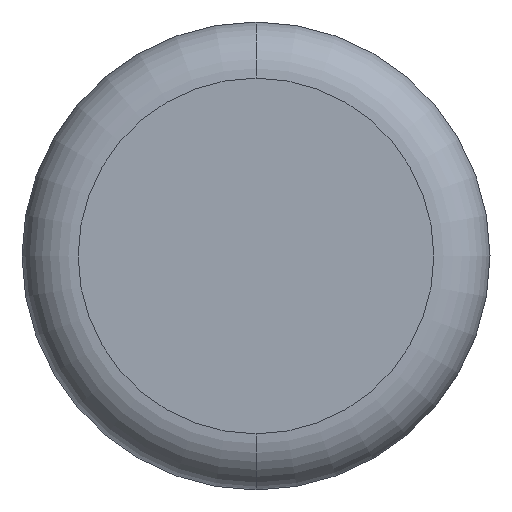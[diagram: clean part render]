
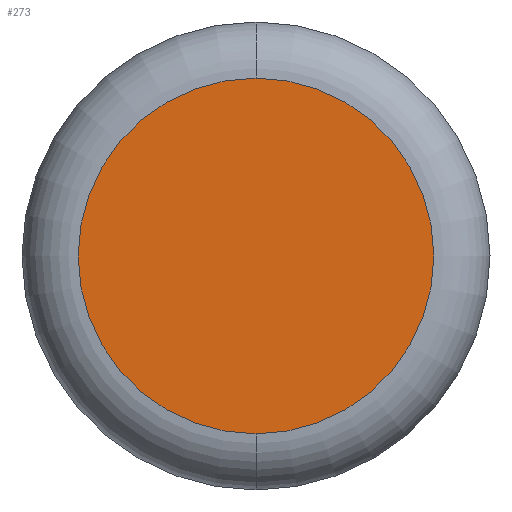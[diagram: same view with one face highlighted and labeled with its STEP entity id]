
A CAD part, front view. The second image highlights one B-rep face of the part: STEP entity #273.
In plain terms, the highlighted planar face has unit normal (0, -1, 0).
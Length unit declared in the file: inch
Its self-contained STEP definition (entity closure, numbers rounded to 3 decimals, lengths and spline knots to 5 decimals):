
#2 = AXIS2_PLACEMENT_3D ( 'NONE', #207, #206, #351 ) ;
#44 = FACE_OUTER_BOUND ( 'NONE', #230, .T. ) ;
#56 = CIRCLE ( 'NONE', #257, 0.095 ) ;
#59 = EDGE_CURVE ( 'NONE', #140, #281, #56, .T. ) ;
#93 = CIRCLE ( 'NONE', #295, 0.095 ) ;
#106 = ORIENTED_EDGE ( 'NONE', *, *, #298, .T. ) ;
#129 = DIRECTION ( 'NONE',  ( 0., 0., -1. ) ) ;
#140 = VERTEX_POINT ( 'NONE', #165 ) ;
#145 = PLANE ( 'NONE',  #2 ) ;
#158 = CARTESIAN_POINT ( 'NONE',  ( 0., 0., 0. ) ) ;
#165 = CARTESIAN_POINT ( 'NONE',  ( 0., 0., 0.095 ) ) ;
#202 = CARTESIAN_POINT ( 'NONE',  ( 0., 0., 0. ) ) ;
#206 = DIRECTION ( 'NONE',  ( 0., -1., 0. ) ) ;
#207 = CARTESIAN_POINT ( 'NONE',  ( 0., 0., 0. ) ) ;
#230 = EDGE_LOOP ( 'NONE', ( #106, #308 ) ) ;
#242 = CARTESIAN_POINT ( 'NONE',  ( 0., 0., -0.095 ) ) ;
#248 = DIRECTION ( 'NONE',  ( 0., -1., 0. ) ) ;
#257 = AXIS2_PLACEMENT_3D ( 'NONE', #158, #248, #129 ) ;
#271 = DIRECTION ( 'NONE',  ( 0., 0., -1. ) ) ;
#273 = ADVANCED_FACE ( 'NONE', ( #44 ), #145, .T. ) ;
#281 = VERTEX_POINT ( 'NONE', #242 ) ;
#295 = AXIS2_PLACEMENT_3D ( 'NONE', #202, #397, #271 ) ;
#298 = EDGE_CURVE ( 'NONE', #281, #140, #93, .T. ) ;
#308 = ORIENTED_EDGE ( 'NONE', *, *, #59, .T. ) ;
#351 = DIRECTION ( 'NONE',  ( 0., 0., -1. ) ) ;
#397 = DIRECTION ( 'NONE',  ( 0., -1., 0. ) ) ;
